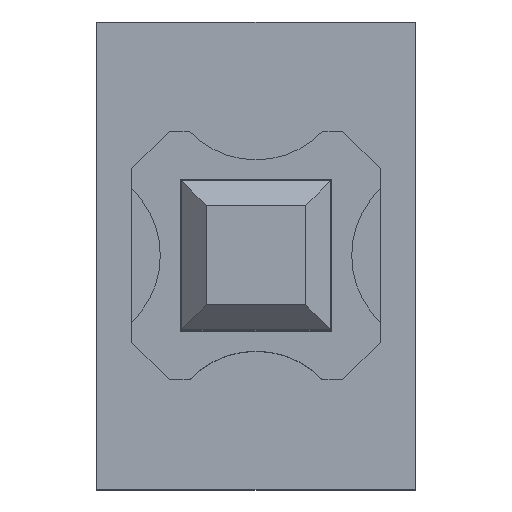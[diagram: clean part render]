
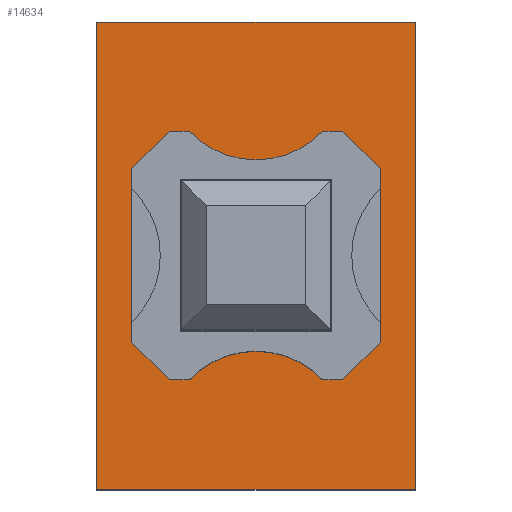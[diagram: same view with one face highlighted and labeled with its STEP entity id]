
A CAD part, top view. The second image highlights one B-rep face of the part: STEP entity #14634.
In plain terms, the highlighted planar face has unit normal (0, 0, 1).
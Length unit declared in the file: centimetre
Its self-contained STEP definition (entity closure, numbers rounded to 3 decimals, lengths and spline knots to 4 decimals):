
#184=FACE_BOUND('',#1884,.T.);
#491=CIRCLE('',#15341,0.371);
#492=CIRCLE('',#15343,0.371);
#1074=FACE_OUTER_BOUND('',#1883,.T.);
#1883=EDGE_LOOP('',(#11678,#11679,#11680,#11681));
#1884=EDGE_LOOP('',(#11682,#11683,#11684,#11685,#11686,#11687,#11688,#11689,
#11690,#11691,#11692,#11693));
#3119=LINE('',#23833,#4885);
#3169=LINE('',#23953,#4935);
#3171=LINE('',#23957,#4937);
#3174=LINE('',#23962,#4940);
#3178=LINE('',#23971,#4944);
#3180=LINE('',#23974,#4946);
#3182=LINE('',#23978,#4948);
#3184=LINE('',#23982,#4950);
#3185=LINE('',#23984,#4951);
#3187=LINE('',#23988,#4953);
#3188=LINE('',#23990,#4954);
#3189=LINE('',#23993,#4955);
#3190=LINE('',#23995,#4956);
#3191=LINE('',#23996,#4957);
#4885=VECTOR('',#17333,1.);
#4935=VECTOR('',#17437,1.);
#4937=VECTOR('',#17441,1.);
#4940=VECTOR('',#17446,1.);
#4944=VECTOR('',#17456,1.);
#4946=VECTOR('',#17460,1.);
#4948=VECTOR('',#17464,1.);
#4950=VECTOR('',#17468,1.);
#4951=VECTOR('',#17471,1.);
#4953=VECTOR('',#17475,1.);
#4954=VECTOR('',#17478,1.);
#4955=VECTOR('',#17481,1.);
#4956=VECTOR('',#17482,1.);
#4957=VECTOR('',#17483,1.);
#6564=VERTEX_POINT('',#23830);
#6565=VERTEX_POINT('',#23832);
#6604=VERTEX_POINT('',#23940);
#6605=VERTEX_POINT('',#23941);
#6606=VERTEX_POINT('',#23946);
#6607=VERTEX_POINT('',#23947);
#6608=VERTEX_POINT('',#23952);
#6609=VERTEX_POINT('',#23956);
#6610=VERTEX_POINT('',#23960);
#6611=VERTEX_POINT('',#23968);
#6612=VERTEX_POINT('',#23970);
#6613=VERTEX_POINT('',#23976);
#6614=VERTEX_POINT('',#23980);
#6615=VERTEX_POINT('',#23986);
#6616=VERTEX_POINT('',#23992);
#6617=VERTEX_POINT('',#23994);
#8333=EDGE_CURVE('',#6564,#6565,#3119,.T.);
#8385=EDGE_CURVE('',#6604,#6605,#491,.T.);
#8388=EDGE_CURVE('',#6606,#6607,#492,.T.);
#8391=EDGE_CURVE('',#6608,#6605,#3169,.T.);
#8393=EDGE_CURVE('',#6609,#6607,#3171,.T.);
#8396=EDGE_CURVE('',#6606,#6610,#3174,.T.);
#8400=EDGE_CURVE('',#6612,#6611,#3178,.T.);
#8402=EDGE_CURVE('',#6611,#6609,#3180,.T.);
#8404=EDGE_CURVE('',#6610,#6613,#3182,.T.);
#8406=EDGE_CURVE('',#6613,#6614,#3184,.T.);
#8407=EDGE_CURVE('',#6614,#6608,#3185,.T.);
#8409=EDGE_CURVE('',#6604,#6615,#3187,.T.);
#8410=EDGE_CURVE('',#6615,#6612,#3188,.T.);
#8411=EDGE_CURVE('',#6565,#6616,#3189,.T.);
#8412=EDGE_CURVE('',#6617,#6564,#3190,.T.);
#8413=EDGE_CURVE('',#6616,#6617,#3191,.T.);
#11678=ORIENTED_EDGE('',*,*,#8411,.F.);
#11679=ORIENTED_EDGE('',*,*,#8333,.F.);
#11680=ORIENTED_EDGE('',*,*,#8412,.F.);
#11681=ORIENTED_EDGE('',*,*,#8413,.F.);
#11682=ORIENTED_EDGE('',*,*,#8400,.T.);
#11683=ORIENTED_EDGE('',*,*,#8402,.T.);
#11684=ORIENTED_EDGE('',*,*,#8393,.T.);
#11685=ORIENTED_EDGE('',*,*,#8388,.F.);
#11686=ORIENTED_EDGE('',*,*,#8396,.T.);
#11687=ORIENTED_EDGE('',*,*,#8404,.T.);
#11688=ORIENTED_EDGE('',*,*,#8406,.T.);
#11689=ORIENTED_EDGE('',*,*,#8407,.T.);
#11690=ORIENTED_EDGE('',*,*,#8391,.T.);
#11691=ORIENTED_EDGE('',*,*,#8385,.F.);
#11692=ORIENTED_EDGE('',*,*,#8409,.T.);
#11693=ORIENTED_EDGE('',*,*,#8410,.T.);
#13917=PLANE('',#15356);
#14634=ADVANCED_FACE('',(#1074,#184),#13917,.T.);
#15341=AXIS2_PLACEMENT_3D('',#23942,#17425,#17426);
#15343=AXIS2_PLACEMENT_3D('',#23948,#17431,#17432);
#15356=AXIS2_PLACEMENT_3D('',#23991,#17479,#17480);
#17333=DIRECTION('',(0.,-1.,0.));
#17425=DIRECTION('center_axis',(0.,0.,-1.));
#17426=DIRECTION('ref_axis',(-0.724,-0.69,0.));
#17431=DIRECTION('center_axis',(0.,0.,-1.));
#17432=DIRECTION('ref_axis',(-0.724,-0.69,0.));
#17437=DIRECTION('',(1.,0.,0.));
#17441=DIRECTION('',(-1.,0.,0.));
#17446=DIRECTION('',(-1.,0.,0.));
#17456=DIRECTION('',(0.,-1.,0.));
#17460=DIRECTION('',(-0.707,-0.707,0.));
#17464=DIRECTION('',(-0.707,0.707,0.));
#17468=DIRECTION('',(0.,1.,0.));
#17471=DIRECTION('',(0.707,0.707,0.));
#17475=DIRECTION('',(1.,0.,0.));
#17478=DIRECTION('',(0.707,-0.707,0.));
#17479=DIRECTION('center_axis',(0.,0.,1.));
#17480=DIRECTION('ref_axis',(0.,-1.,0.));
#17481=DIRECTION('',(-1.,0.,0.));
#17482=DIRECTION('',(1.,0.,0.));
#17483=DIRECTION('',(0.,1.,0.));
#23830=CARTESIAN_POINT('',(0.64,0.94,1.45));
#23832=CARTESIAN_POINT('',(0.64,-0.94,1.45));
#23833=CARTESIAN_POINT('',(0.64,-0.94,1.45));
#23940=CARTESIAN_POINT('',(0.2685,0.5,1.45));
#23941=CARTESIAN_POINT('',(-0.2685,0.5,1.45));
#23942=CARTESIAN_POINT('Origin',(0.,0.756,1.45));
#23946=CARTESIAN_POINT('',(-0.2685,-0.5,1.45));
#23947=CARTESIAN_POINT('',(0.2685,-0.5,1.45));
#23948=CARTESIAN_POINT('Origin',(0.,-0.756,1.45));
#23952=CARTESIAN_POINT('',(-0.3485,0.5,1.45));
#23953=CARTESIAN_POINT('',(-0.1743,0.5,1.45));
#23956=CARTESIAN_POINT('',(0.3485,-0.5,1.45));
#23957=CARTESIAN_POINT('',(0.1743,-0.5,1.45));
#23960=CARTESIAN_POINT('',(-0.3485,-0.5,1.45));
#23962=CARTESIAN_POINT('',(0.1743,-0.5,1.45));
#23968=CARTESIAN_POINT('',(0.5,-0.3485,1.45));
#23970=CARTESIAN_POINT('',(0.5,0.3485,1.45));
#23971=CARTESIAN_POINT('',(0.5,0.1743,1.45));
#23974=CARTESIAN_POINT('',(0.4621,-0.3864,1.45));
#23976=CARTESIAN_POINT('',(-0.5,-0.3485,1.45));
#23978=CARTESIAN_POINT('',(-0.3864,-0.4621,1.45));
#23980=CARTESIAN_POINT('',(-0.5,0.3485,1.45));
#23982=CARTESIAN_POINT('',(-0.5,-0.1743,1.45));
#23984=CARTESIAN_POINT('',(-0.4621,0.3864,1.45));
#23986=CARTESIAN_POINT('',(0.3485,0.5,1.45));
#23988=CARTESIAN_POINT('',(-0.1743,0.5,1.45));
#23990=CARTESIAN_POINT('',(0.3864,0.4621,1.45));
#23991=CARTESIAN_POINT('Origin',(0.,0.,1.45));
#23992=CARTESIAN_POINT('',(-0.64,-0.94,1.45));
#23993=CARTESIAN_POINT('',(-0.64,-0.94,1.45));
#23994=CARTESIAN_POINT('',(-0.64,0.94,1.45));
#23995=CARTESIAN_POINT('',(0.64,0.94,1.45));
#23996=CARTESIAN_POINT('',(-0.64,0.94,1.45));
